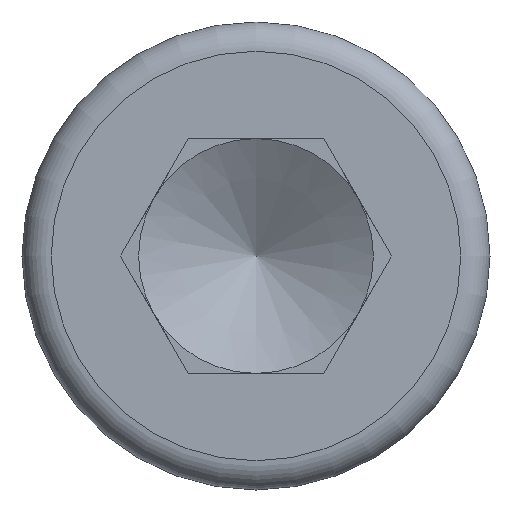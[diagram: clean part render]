
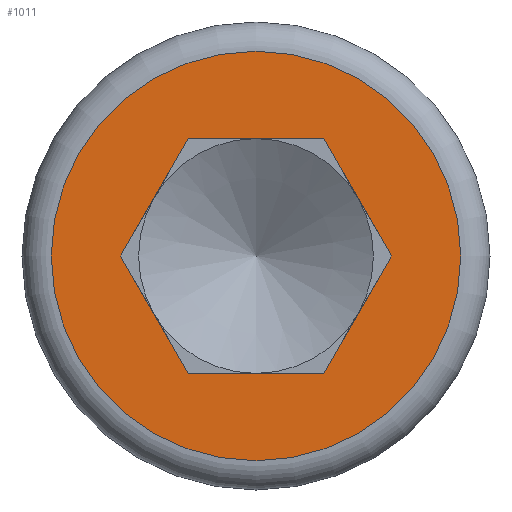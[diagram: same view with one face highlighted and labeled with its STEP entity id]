
A CAD part, left-side view. The second image highlights one B-rep face of the part: STEP entity #1011.
In plain terms, the highlighted planar face has unit normal (-1, 0, 0).
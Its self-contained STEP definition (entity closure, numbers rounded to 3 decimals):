
#2 = ORIENTED_EDGE ( 'NONE', *, *, #25, .T. ) ;
#14 = AXIS2_PLACEMENT_3D ( 'NONE', #123, #396, #589 ) ;
#25 = EDGE_CURVE ( 'NONE', #124, #1188, #339, .T. ) ;
#90 = EDGE_CURVE ( 'NONE', #580, #996, #913, .T. ) ;
#120 = ORIENTED_EDGE ( 'NONE', *, *, #928, .F. ) ;
#123 = CARTESIAN_POINT ( 'NONE',  ( 0., 0., 0. ) ) ;
#124 = VERTEX_POINT ( 'NONE', #248 ) ;
#129 = ORIENTED_EDGE ( 'NONE', *, *, #790, .T. ) ;
#144 = VERTEX_POINT ( 'NONE', #798 ) ;
#145 = DIRECTION ( 'NONE',  ( 0., 0., 1. ) ) ;
#181 = CARTESIAN_POINT ( 'NONE',  ( 0., 2.317, -4.013 ) ) ;
#212 = ORIENTED_EDGE ( 'NONE', *, *, #513, .T. ) ;
#248 = CARTESIAN_POINT ( 'NONE',  ( 0., -4.633, 0. ) ) ;
#273 = VERTEX_POINT ( 'NONE', #952 ) ;
#280 = CARTESIAN_POINT ( 'NONE',  ( 0., 4.633, 0. ) ) ;
#318 = PLANE ( 'NONE',  #729 ) ;
#330 = CARTESIAN_POINT ( 'NONE',  ( 0., 0., 0. ) ) ;
#339 = LINE ( 'NONE', #830, #384 ) ;
#384 = VECTOR ( 'NONE', #815, 1000. ) ;
#396 = DIRECTION ( 'NONE',  ( -1., 0., 0. ) ) ;
#440 = EDGE_LOOP ( 'NONE', ( #535 ) ) ;
#447 = CARTESIAN_POINT ( 'NONE',  ( 0., -2.317, 4.013 ) ) ;
#473 = DIRECTION ( 'NONE',  ( 0., -0.5, 0.866 ) ) ;
#493 = EDGE_CURVE ( 'NONE', #273, #782, #569, .T. ) ;
#513 = EDGE_CURVE ( 'NONE', #273, #996, #1145, .T. ) ;
#531 = DIRECTION ( 'NONE',  ( -1., 0., 0. ) ) ;
#535 = ORIENTED_EDGE ( 'NONE', *, *, #672, .T. ) ;
#569 = LINE ( 'NONE', #941, #1240 ) ;
#578 = LINE ( 'NONE', #1161, #961 ) ;
#580 = VERTEX_POINT ( 'NONE', #1041 ) ;
#582 = CARTESIAN_POINT ( 'NONE',  ( 0., -2.317, -4.013 ) ) ;
#589 = DIRECTION ( 'NONE',  ( 0., 0., 1. ) ) ;
#591 = VECTOR ( 'NONE', #1248, 1000. ) ;
#603 = CARTESIAN_POINT ( 'NONE',  ( 0., 2.317, -4.013 ) ) ;
#612 = ORIENTED_EDGE ( 'NONE', *, *, #493, .F. ) ;
#672 = EDGE_CURVE ( 'NONE', #144, #144, #1222, .T. ) ;
#729 = AXIS2_PLACEMENT_3D ( 'NONE', #330, #531, #145 ) ;
#734 = EDGE_LOOP ( 'NONE', ( #212, #1163, #129, #2, #120, #612 ) ) ;
#737 = DIRECTION ( 'NONE',  ( 0., 1., 0. ) ) ;
#782 = VERTEX_POINT ( 'NONE', #603 ) ;
#790 = EDGE_CURVE ( 'NONE', #580, #124, #578, .T. ) ;
#798 = CARTESIAN_POINT ( 'NONE',  ( 0., 0., 7. ) ) ;
#815 = DIRECTION ( 'NONE',  ( 0., 0.5, -0.866 ) ) ;
#830 = CARTESIAN_POINT ( 'NONE',  ( 0., -4.633, 0. ) ) ;
#847 = LINE ( 'NONE', #181, #591 ) ;
#913 = LINE ( 'NONE', #447, #1109 ) ;
#928 = EDGE_CURVE ( 'NONE', #782, #1188, #847, .T. ) ;
#941 = CARTESIAN_POINT ( 'NONE',  ( 0., 4.633, 0. ) ) ;
#952 = CARTESIAN_POINT ( 'NONE',  ( 0., 4.633, 0. ) ) ;
#961 = VECTOR ( 'NONE', #964, 1000. ) ;
#964 = DIRECTION ( 'NONE',  ( 0., -0.5, -0.866 ) ) ;
#970 = FACE_BOUND ( 'NONE', #734, .T. ) ;
#993 = FACE_OUTER_BOUND ( 'NONE', #440, .T. ) ;
#996 = VERTEX_POINT ( 'NONE', #1134 ) ;
#1011 = ADVANCED_FACE ( 'NONE', ( #970, #993 ), #318, .T. ) ;
#1025 = DIRECTION ( 'NONE',  ( 0., -0.5, -0.866 ) ) ;
#1041 = CARTESIAN_POINT ( 'NONE',  ( 0., -2.317, 4.013 ) ) ;
#1109 = VECTOR ( 'NONE', #737, 1000. ) ;
#1134 = CARTESIAN_POINT ( 'NONE',  ( 0., 2.317, 4.012 ) ) ;
#1145 = LINE ( 'NONE', #280, #1220 ) ;
#1161 = CARTESIAN_POINT ( 'NONE',  ( 0., -2.317, 4.013 ) ) ;
#1163 = ORIENTED_EDGE ( 'NONE', *, *, #90, .F. ) ;
#1188 = VERTEX_POINT ( 'NONE', #582 ) ;
#1220 = VECTOR ( 'NONE', #473, 1000. ) ;
#1222 = CIRCLE ( 'NONE', #14, 7. ) ;
#1240 = VECTOR ( 'NONE', #1025, 1000. ) ;
#1248 = DIRECTION ( 'NONE',  ( 0., -1., 0. ) ) ;
